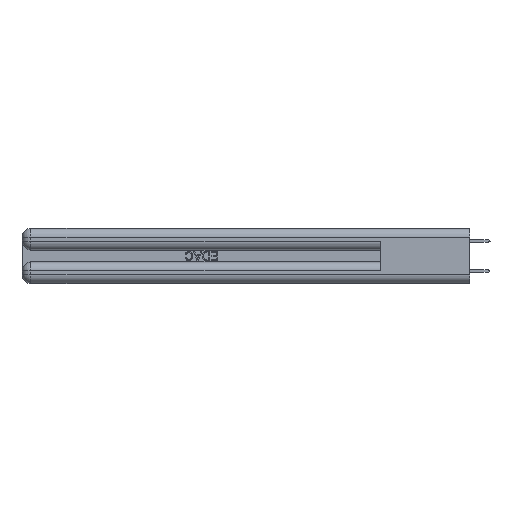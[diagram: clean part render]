
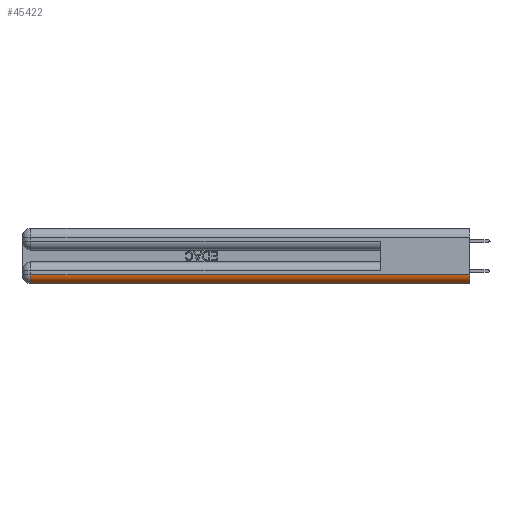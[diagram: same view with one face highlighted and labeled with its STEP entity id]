
A CAD part, left-side view. The second image highlights one B-rep face of the part: STEP entity #45422.
In plain terms, the highlighted cylindrical face has radius 1.524 mm (diameter 3.048 mm), a partial arc.
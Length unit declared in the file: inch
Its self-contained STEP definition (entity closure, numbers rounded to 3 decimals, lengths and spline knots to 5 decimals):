
#88 = EDGE_LOOP ( 'NONE', ( #25288, #11679, #31010, #24963 ) ) ;
#172 = CARTESIAN_POINT ( 'NONE',  ( 0., 2.94, 0.06 ) ) ;
#2498 = DIRECTION ( 'NONE',  ( 0., -1., 0. ) ) ;
#2979 = CARTESIAN_POINT ( 'NONE',  ( 0.06, 0., 0.06 ) ) ;
#3500 = DIRECTION ( 'NONE',  ( 0., 1., 0. ) ) ;
#5766 = CARTESIAN_POINT ( 'NONE',  ( 0.06, 0., 0. ) ) ;
#6870 = FACE_OUTER_BOUND ( 'NONE', #88, .T. ) ;
#8797 = VERTEX_POINT ( 'NONE', #27987 ) ;
#9840 = LINE ( 'NONE', #28572, #42249 ) ;
#9844 = CARTESIAN_POINT ( 'NONE',  ( 0.06, 2.94, 0.06 ) ) ;
#11679 = ORIENTED_EDGE ( 'NONE', *, *, #46082, .F. ) ;
#14593 = VERTEX_POINT ( 'NONE', #41499 ) ;
#14844 = VECTOR ( 'NONE', #28562, 39.37008 ) ;
#17310 = DIRECTION ( 'NONE',  ( 0., 0., 1. ) ) ;
#18246 = EDGE_CURVE ( 'NONE', #39886, #14593, #9840, .T. ) ;
#18352 = CIRCLE ( 'NONE', #43244, 0.06 ) ;
#18840 = AXIS2_PLACEMENT_3D ( 'NONE', #9844, #32205, #43395 ) ;
#19115 = EDGE_CURVE ( 'NONE', #14593, #39959, #20424, .T. ) ;
#20424 = CIRCLE ( 'NONE', #18840, 0.06 ) ;
#20997 = CARTESIAN_POINT ( 'NONE',  ( 0., 0., 0.06 ) ) ;
#24963 = ORIENTED_EDGE ( 'NONE', *, *, #18246, .F. ) ;
#25288 = ORIENTED_EDGE ( 'NONE', *, *, #35566, .F. ) ;
#27987 = CARTESIAN_POINT ( 'NONE',  ( 0., 0., 0.06 ) ) ;
#28562 = DIRECTION ( 'NONE',  ( 0., -1., 0. ) ) ;
#28572 = CARTESIAN_POINT ( 'NONE',  ( 0.06, 3., 0. ) ) ;
#31010 = ORIENTED_EDGE ( 'NONE', *, *, #19115, .F. ) ;
#32181 = CARTESIAN_POINT ( 'NONE',  ( 0.06, 0., 0.06 ) ) ;
#32205 = DIRECTION ( 'NONE',  ( 0., 1., 0. ) ) ;
#32425 = CYLINDRICAL_SURFACE ( 'NONE', #46620, 0.06 ) ;
#35566 = EDGE_CURVE ( 'NONE', #8797, #39886, #18352, .T. ) ;
#39509 = LINE ( 'NONE', #20997, #14844 ) ;
#39720 = DIRECTION ( 'NONE',  ( 0., 0., 1. ) ) ;
#39886 = VERTEX_POINT ( 'NONE', #5766 ) ;
#39959 = VERTEX_POINT ( 'NONE', #172 ) ;
#39967 = DIRECTION ( 'NONE',  ( 0., 1., 0. ) ) ;
#41499 = CARTESIAN_POINT ( 'NONE',  ( 0.06, 2.94, 0. ) ) ;
#42249 = VECTOR ( 'NONE', #3500, 39.37008 ) ;
#43244 = AXIS2_PLACEMENT_3D ( 'NONE', #2979, #2498, #17310 ) ;
#43395 = DIRECTION ( 'NONE',  ( 0., 0., 1. ) ) ;
#45422 = ADVANCED_FACE ( 'NONE', ( #6870 ), #32425, .T. ) ;
#46082 = EDGE_CURVE ( 'NONE', #39959, #8797, #39509, .T. ) ;
#46620 = AXIS2_PLACEMENT_3D ( 'NONE', #32181, #39967, #39720 ) ;
